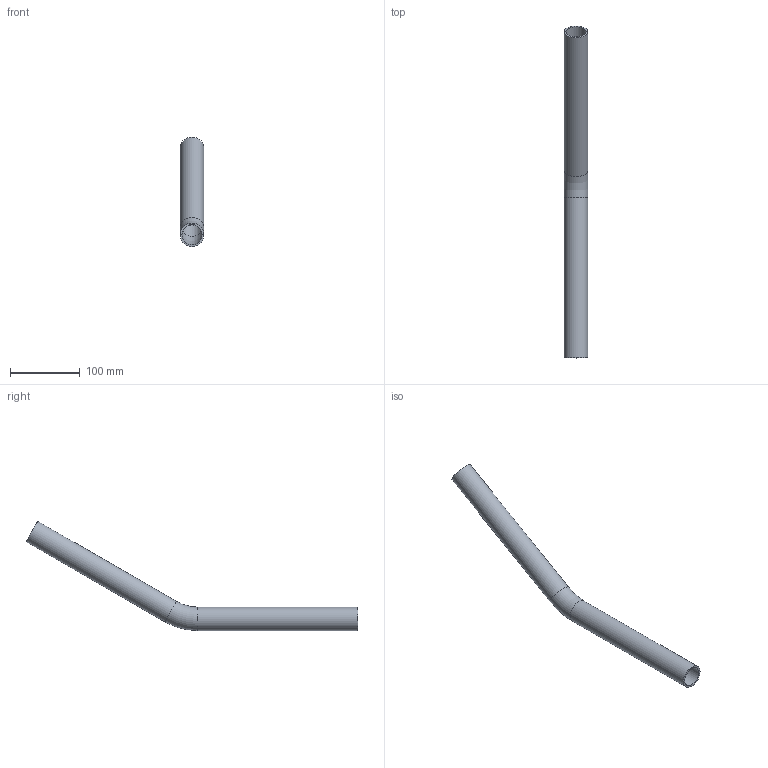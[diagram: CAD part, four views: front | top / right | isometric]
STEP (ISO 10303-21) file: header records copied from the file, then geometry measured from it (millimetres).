
FILE_DESCRIPTION (( 'STEP AP203' ), '1' );
FILE_NAME ('6966-030.step', '2023-09-14T07:39:05', ( '' ), ( '' ), 'SwSTEP 2.0', 'SolidWorks 2018', '' );
FILE_SCHEMA (( 'CONFIG_CONTROL_DESIGN' ));
Length unit declared in the file: millimetre
Products named in the file (1): 6966-030
Bounding box: 33.7 x 475.83 x 156.68 mm (x, y, z)
Volume: 122522 mm3; surface area: 98511.4 mm2
Topology: 1 solids, 1 shells, 222 faces, 583 edges, 388 vertices
Faces by surface type: bspline 116, plane 100, cylinder 4, torus 2
Full cylindrical faces by diameter (mm): 28.7 x2, 33.7 x2
Entity records: 13188 total; most frequent: CARTESIAN_POINT 8452, ORIENTED_EDGE 1150, EDGE_CURVE 575, DIRECTION 565, VERTEX_POINT 386, VECTOR 335, LINE 335, EDGE_LOOP 255
